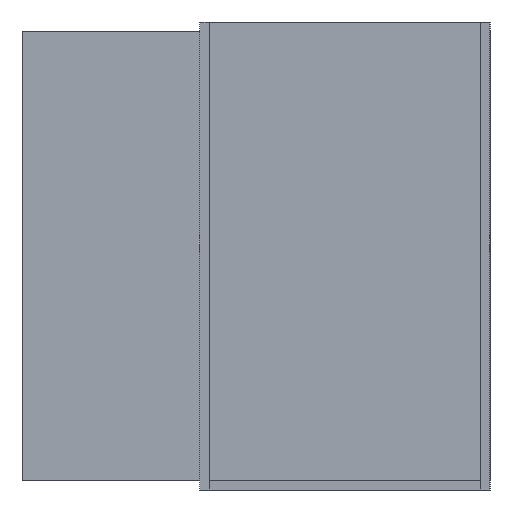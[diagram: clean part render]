
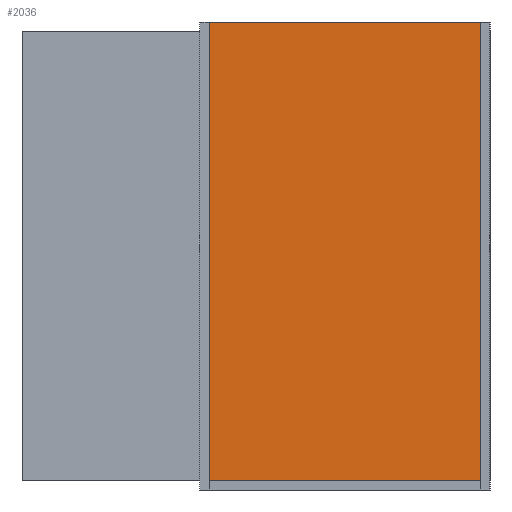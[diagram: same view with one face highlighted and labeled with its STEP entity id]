
A CAD part, left-side view. The second image highlights one B-rep face of the part: STEP entity #2036.
In plain terms, the highlighted planar face has unit normal (-1, 0, 0).
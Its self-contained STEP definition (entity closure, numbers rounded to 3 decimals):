
#1460 = PLANE('',#1461);
#1461 = AXIS2_PLACEMENT_3D('',#1462,#1463,#1464);
#1462 = CARTESIAN_POINT('',(-0.8,-0.31,0.));
#1463 = DIRECTION('',(1.,0.,0.));
#1464 = DIRECTION('',(0.,0.,1.));
#1498 = VERTEX_POINT('',#1499);
#1499 = CARTESIAN_POINT('',(-0.8,-0.29,1.));
#1559 = PLANE('',#1560);
#1560 = AXIS2_PLACEMENT_3D('',#1561,#1562,#1563);
#1561 = CARTESIAN_POINT('',(-0.8,-0.29,1.));
#1562 = DIRECTION('',(0.,0.,1.));
#1563 = DIRECTION('',(1.,0.,0.));
#1691 = PLANE('',#1692);
#1692 = AXIS2_PLACEMENT_3D('',#1693,#1694,#1695);
#1693 = CARTESIAN_POINT('',(-0.8,0.29,0.));
#1694 = DIRECTION('',(1.,0.,0.));
#1695 = DIRECTION('',(0.,0.,1.));
#1800 = VERTEX_POINT('',#1801);
#1801 = CARTESIAN_POINT('',(-0.8,0.29,1.));
#1863 = PLANE('',#1864);
#1864 = AXIS2_PLACEMENT_3D('',#1865,#1866,#1867);
#1865 = CARTESIAN_POINT('',(-0.8,-0.29,0.));
#1866 = DIRECTION('',(1.,0.,0.));
#1867 = DIRECTION('',(0.,0.,1.));
#1884 = VERTEX_POINT('',#1885);
#1885 = CARTESIAN_POINT('',(-0.8,-0.29,0.02));
#1906 = EDGE_CURVE('',#1884,#1498,#1907,.T.);
#1907 = SURFACE_CURVE('',#1908,(#1912,#1919),.PCURVE_S1.);
#1908 = LINE('',#1909,#1910);
#1909 = CARTESIAN_POINT('',(-0.8,-0.29,0.));
#1910 = VECTOR('',#1911,1.);
#1911 = DIRECTION('',(0.,0.,1.));
#1912 = PCURVE('',#1460,#1913);
#1913 = DEFINITIONAL_REPRESENTATION('',(#1914),#1918);
#1914 = LINE('',#1915,#1916);
#1915 = CARTESIAN_POINT('',(0.,-0.02));
#1916 = VECTOR('',#1917,1.);
#1917 = DIRECTION('',(1.,0.));
#1918 = ( GEOMETRIC_REPRESENTATION_CONTEXT(2) 
PARAMETRIC_REPRESENTATION_CONTEXT() REPRESENTATION_CONTEXT('2D SPACE',''
  ) );
#1919 = PCURVE('',#1920,#1925);
#1920 = PLANE('',#1921);
#1921 = AXIS2_PLACEMENT_3D('',#1922,#1923,#1924);
#1922 = CARTESIAN_POINT('',(-0.8,-0.29,0.));
#1923 = DIRECTION('',(1.,0.,0.));
#1924 = DIRECTION('',(0.,0.,1.));
#1925 = DEFINITIONAL_REPRESENTATION('',(#1926),#1930);
#1926 = LINE('',#1927,#1928);
#1927 = CARTESIAN_POINT('',(0.,0.));
#1928 = VECTOR('',#1929,1.);
#1929 = DIRECTION('',(1.,0.));
#1930 = ( GEOMETRIC_REPRESENTATION_CONTEXT(2) 
PARAMETRIC_REPRESENTATION_CONTEXT() REPRESENTATION_CONTEXT('2D SPACE',''
  ) );
#1936 = EDGE_CURVE('',#1498,#1800,#1937,.T.);
#1937 = SURFACE_CURVE('',#1938,(#1942,#1949),.PCURVE_S1.);
#1938 = LINE('',#1939,#1940);
#1939 = CARTESIAN_POINT('',(-0.8,-0.29,1.));
#1940 = VECTOR('',#1941,1.);
#1941 = DIRECTION('',(0.,1.,0.));
#1942 = PCURVE('',#1559,#1943);
#1943 = DEFINITIONAL_REPRESENTATION('',(#1944),#1948);
#1944 = LINE('',#1945,#1946);
#1945 = CARTESIAN_POINT('',(0.,0.));
#1946 = VECTOR('',#1947,1.);
#1947 = DIRECTION('',(0.,1.));
#1948 = ( GEOMETRIC_REPRESENTATION_CONTEXT(2) 
PARAMETRIC_REPRESENTATION_CONTEXT() REPRESENTATION_CONTEXT('2D SPACE',''
  ) );
#1949 = PCURVE('',#1920,#1950);
#1950 = DEFINITIONAL_REPRESENTATION('',(#1951),#1955);
#1951 = LINE('',#1952,#1953);
#1952 = CARTESIAN_POINT('',(1.,0.));
#1953 = VECTOR('',#1954,1.);
#1954 = DIRECTION('',(0.,-1.));
#1955 = ( GEOMETRIC_REPRESENTATION_CONTEXT(2) 
PARAMETRIC_REPRESENTATION_CONTEXT() REPRESENTATION_CONTEXT('2D SPACE',''
  ) );
#1964 = VERTEX_POINT('',#1965);
#1965 = CARTESIAN_POINT('',(-0.8,0.29,0.02));
#1989 = EDGE_CURVE('',#1964,#1800,#1990,.T.);
#1990 = SURFACE_CURVE('',#1991,(#1995,#2002),.PCURVE_S1.);
#1991 = LINE('',#1992,#1993);
#1992 = CARTESIAN_POINT('',(-0.8,0.29,0.));
#1993 = VECTOR('',#1994,1.);
#1994 = DIRECTION('',(0.,0.,1.));
#1995 = PCURVE('',#1691,#1996);
#1996 = DEFINITIONAL_REPRESENTATION('',(#1997),#2001);
#1997 = LINE('',#1998,#1999);
#1998 = CARTESIAN_POINT('',(0.,0.));
#1999 = VECTOR('',#2000,1.);
#2000 = DIRECTION('',(1.,0.));
#2001 = ( GEOMETRIC_REPRESENTATION_CONTEXT(2) 
PARAMETRIC_REPRESENTATION_CONTEXT() REPRESENTATION_CONTEXT('2D SPACE',''
  ) );
#2002 = PCURVE('',#1920,#2003);
#2003 = DEFINITIONAL_REPRESENTATION('',(#2004),#2008);
#2004 = LINE('',#2005,#2006);
#2005 = CARTESIAN_POINT('',(0.,-0.58));
#2006 = VECTOR('',#2007,1.);
#2007 = DIRECTION('',(1.,0.));
#2008 = ( GEOMETRIC_REPRESENTATION_CONTEXT(2) 
PARAMETRIC_REPRESENTATION_CONTEXT() REPRESENTATION_CONTEXT('2D SPACE',''
  ) );
#2016 = EDGE_CURVE('',#1884,#1964,#2017,.T.);
#2017 = SURFACE_CURVE('',#2018,(#2022,#2029),.PCURVE_S1.);
#2018 = LINE('',#2019,#2020);
#2019 = CARTESIAN_POINT('',(-0.8,-0.29,0.02));
#2020 = VECTOR('',#2021,1.);
#2021 = DIRECTION('',(0.,1.,0.));
#2022 = PCURVE('',#1863,#2023);
#2023 = DEFINITIONAL_REPRESENTATION('',(#2024),#2028);
#2024 = LINE('',#2025,#2026);
#2025 = CARTESIAN_POINT('',(0.02,0.));
#2026 = VECTOR('',#2027,1.);
#2027 = DIRECTION('',(0.,-1.));
#2028 = ( GEOMETRIC_REPRESENTATION_CONTEXT(2) 
PARAMETRIC_REPRESENTATION_CONTEXT() REPRESENTATION_CONTEXT('2D SPACE',''
  ) );
#2029 = PCURVE('',#1920,#2030);
#2030 = DEFINITIONAL_REPRESENTATION('',(#2031),#2035);
#2031 = LINE('',#2032,#2033);
#2032 = CARTESIAN_POINT('',(0.02,0.));
#2033 = VECTOR('',#2034,1.);
#2034 = DIRECTION('',(0.,-1.));
#2035 = ( GEOMETRIC_REPRESENTATION_CONTEXT(2) 
PARAMETRIC_REPRESENTATION_CONTEXT() REPRESENTATION_CONTEXT('2D SPACE',''
  ) );
#2036 = ADVANCED_FACE('',(#2037),#1920,.F.);
#2037 = FACE_BOUND('',#2038,.F.);
#2038 = EDGE_LOOP('',(#2039,#2040,#2041,#2042));
#2039 = ORIENTED_EDGE('',*,*,#1906,.F.);
#2040 = ORIENTED_EDGE('',*,*,#2016,.T.);
#2041 = ORIENTED_EDGE('',*,*,#1989,.T.);
#2042 = ORIENTED_EDGE('',*,*,#1936,.F.);
